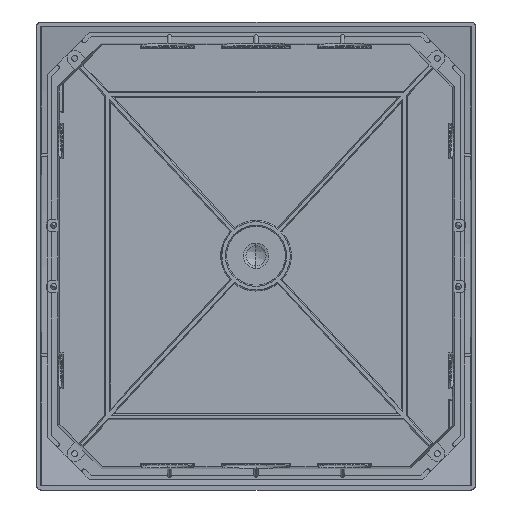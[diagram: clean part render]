
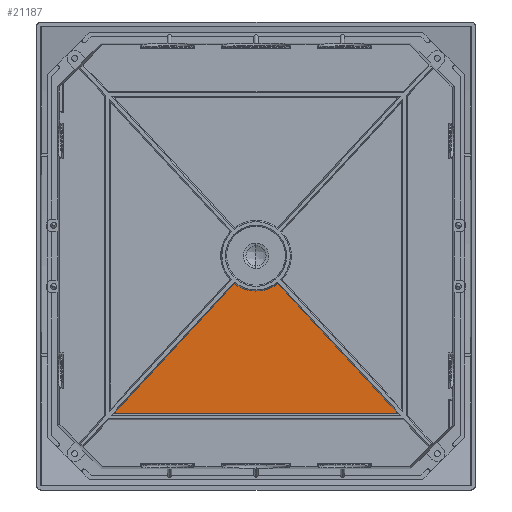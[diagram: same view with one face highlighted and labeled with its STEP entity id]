
A CAD part, top view. The second image highlights one B-rep face of the part: STEP entity #21187.
In plain terms, the highlighted planar face has unit normal (0, 0, 1).
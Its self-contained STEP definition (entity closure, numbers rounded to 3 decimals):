
#2897 = ORIENTED_EDGE ( 'NONE', *, *, #23652, .F. ) ;
#3782 = ORIENTED_EDGE ( 'NONE', *, *, #5140, .F. ) ;
#4277 = EDGE_CURVE ( 'NONE', #52950, #26219, #41640, .T. ) ;
#5077 = VECTOR ( 'NONE', #50247, 1000. ) ;
#5140 = EDGE_CURVE ( 'NONE', #52213, #48719, #5865, .T. ) ;
#5240 = CARTESIAN_POINT ( 'NONE',  ( 77.578, -74.262, 57.25 ) ) ;
#5865 = CIRCLE ( 'NONE', #29051, 16.75 ) ;
#8977 = CARTESIAN_POINT ( 'NONE',  ( 20.559, -12.478, 57.25 ) ) ;
#10108 = EDGE_CURVE ( 'NONE', #48719, #52950, #38825, .T. ) ;
#11632 = CARTESIAN_POINT ( 'NONE',  ( -0.024, -12.478, 57.25 ) ) ;
#15846 = DIRECTION ( 'NONE',  ( 0.678, 0.735, 0. ) ) ;
#16003 = ORIENTED_EDGE ( 'NONE', *, *, #10108, .F. ) ;
#16977 = PLANE ( 'NONE',  #52368 ) ;
#20757 = CARTESIAN_POINT ( 'NONE',  ( 115.188, -115.015, 57.25 ) ) ;
#21187 = ADVANCED_FACE ( 'NONE', ( #36389 ), #16977, .F. ) ;
#21222 = DIRECTION ( 'NONE',  ( 0., 0., -1. ) ) ;
#23652 = EDGE_CURVE ( 'NONE', #26219, #52213, #38998, .T. ) ;
#25176 = DIRECTION ( 'NONE',  ( -1., 0., 0. ) ) ;
#26219 = VERTEX_POINT ( 'NONE', #33292 ) ;
#26233 = CARTESIAN_POINT ( 'NONE',  ( 10.267, -74.262, 57.25 ) ) ;
#27519 = ORIENTED_EDGE ( 'NONE', *, *, #4277, .F. ) ;
#29051 = AXIS2_PLACEMENT_3D ( 'NONE', #43800, #43779, #43733 ) ;
#30395 = VECTOR ( 'NONE', #25176, 1000. ) ;
#33292 = CARTESIAN_POINT ( 'NONE',  ( -57.044, -74.262, 57.25 ) ) ;
#36389 = FACE_OUTER_BOUND ( 'NONE', #50251, .T. ) ;
#38825 = LINE ( 'NONE', #20757, #5077 ) ;
#38998 = LINE ( 'NONE', #41387, #50105 ) ;
#41387 = CARTESIAN_POINT ( 'NONE',  ( -94.653, -115.015, 57.25 ) ) ;
#41640 = LINE ( 'NONE', #26233, #30395 ) ;
#43733 = DIRECTION ( 'NONE',  ( -1., 0., 0. ) ) ;
#43779 = DIRECTION ( 'NONE',  ( 0., 0., 1. ) ) ;
#43800 = CARTESIAN_POINT ( 'NONE',  ( 10.267, 0.738, 57.25 ) ) ;
#46507 = CARTESIAN_POINT ( 'NONE',  ( -162.733, 0.738, 57.25 ) ) ;
#48719 = VERTEX_POINT ( 'NONE', #8977 ) ;
#50105 = VECTOR ( 'NONE', #15846, 1000. ) ;
#50247 = DIRECTION ( 'NONE',  ( 0.678, -0.735, 0. ) ) ;
#50251 = EDGE_LOOP ( 'NONE', ( #2897, #27519, #16003, #3782 ) ) ;
#50709 = DIRECTION ( 'NONE',  ( -1., 0., 0. ) ) ;
#52213 = VERTEX_POINT ( 'NONE', #11632 ) ;
#52368 = AXIS2_PLACEMENT_3D ( 'NONE', #46507, #21222, #50709 ) ;
#52950 = VERTEX_POINT ( 'NONE', #5240 ) ;
